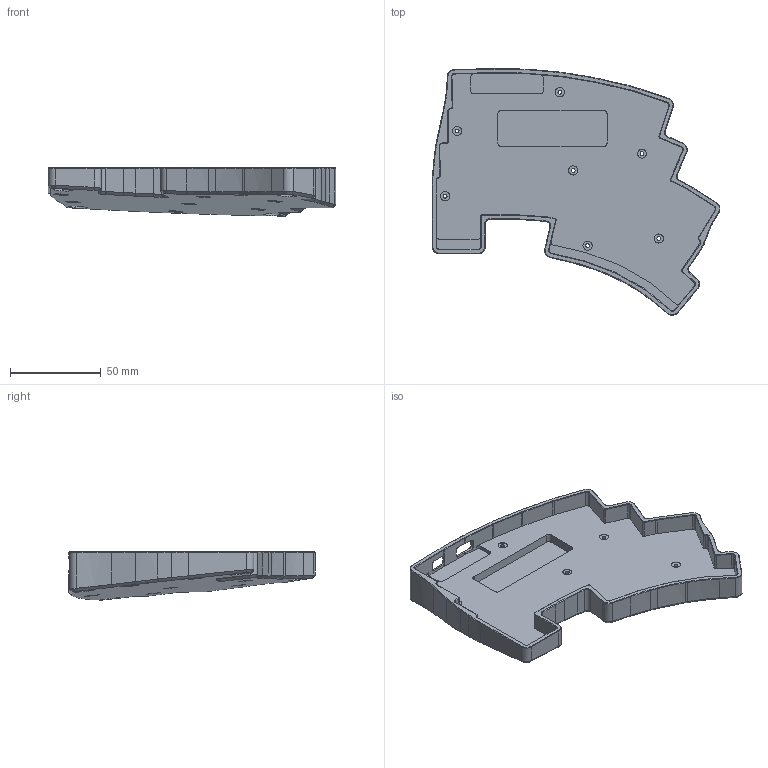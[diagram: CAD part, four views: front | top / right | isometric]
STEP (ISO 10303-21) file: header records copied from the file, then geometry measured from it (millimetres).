
FILE_DESCRIPTION(/* description */ ('KiCad electronic assembly'),/* implementation_level */ '2;1');
FILE_NAME(/* name */ 'caseleft.step',/* time_stamp */ '2025-09-07T01:47:38+09:00',/* author */ (''),/* organization */ (''),/* preprocessor_version */ 'ST-DEVELOPER v20.1',/* originating_system */ 'Autodesk Translation Framework v14.10.0.0',/* authorisation */ '');
FILE_SCHEMA (('AUTOMOTIVE_DESIGN { 1 0 10303 214 3 1 1 }'));
Length unit declared in the file: millimetre
Products named in the file (2): fd06v5_WLP-GLP2 1; NitingaleB2_Case_Left
Assembly tree (1 placements, depth 2):
  fd06v5_WLP-GLP2 1
    NitingaleB2_Case_Left
Bounding box: 158.22 x 135.63 x 26.51 mm (x, y, z)
Volume: 145522.7 mm3; surface area: 44963.9 mm2
Topology: 1 solids, 1 shells, 471 faces, 1176 edges, 725 vertices
Faces by surface type: plane 196, cylinder 119, bspline 93, cone 63
Full cylindrical faces by diameter (mm): 2.1 x7, 5 x7, 7 x7, 10.5 x4
Entity records: 15510 total; most frequent: CARTESIAN_POINT 4711, ORIENTED_EDGE 2352, DIRECTION 2005, EDGE_CURVE 1176, VERTEX_POINT 725, LINE 715, VECTOR 715, AXIS2_PLACEMENT_3D 645
